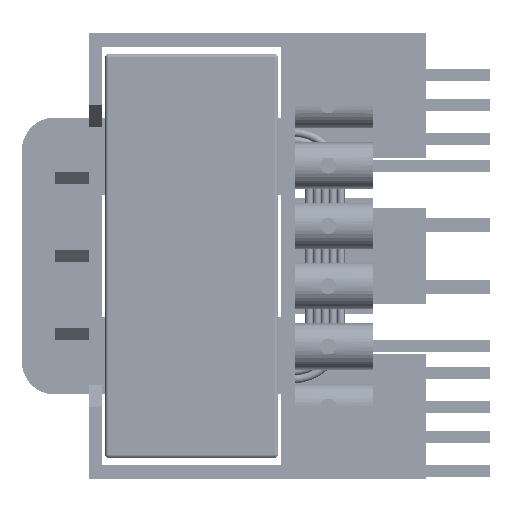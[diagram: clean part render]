
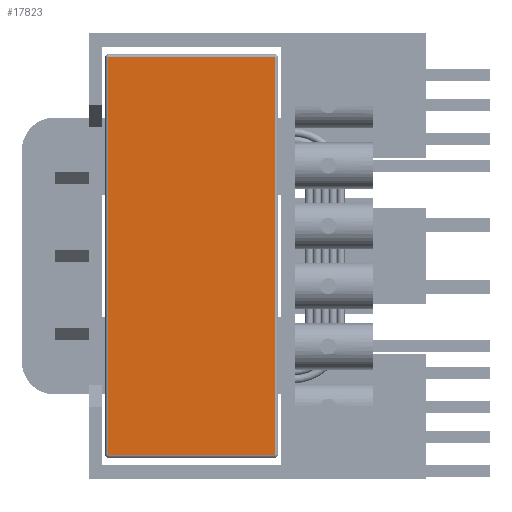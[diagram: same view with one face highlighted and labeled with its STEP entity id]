
A CAD part, left-side view. The second image highlights one B-rep face of the part: STEP entity #17823.
In plain terms, the highlighted face is planar.
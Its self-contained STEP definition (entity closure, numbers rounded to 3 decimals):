
#172 = CARTESIAN_POINT ( 'NONE',  ( 0., 0.2, 0. ) ) ;
#465 = ORIENTED_EDGE ( 'NONE', *, *, #1539, .T. ) ;
#580 = VECTOR ( 'NONE', #1595, 1000. ) ;
#1019 = VECTOR ( 'NONE', #9912, 1000. ) ;
#1539 = EDGE_CURVE ( 'NONE', #11734, #9052, #15640, .T. ) ;
#1595 = DIRECTION ( 'NONE',  ( -1., 0., 0. ) ) ;
#1611 = CARTESIAN_POINT ( 'NONE',  ( 12.35, 10.75, 0. ) ) ;
#2355 = EDGE_CURVE ( 'NONE', #9052, #9558, #8086, .T. ) ;
#3017 = FACE_OUTER_BOUND ( 'NONE', #14408, .T. ) ;
#3458 = AXIS2_PLACEMENT_3D ( 'NONE', #10348, #13139, #13084 ) ;
#3580 = CARTESIAN_POINT ( 'NONE',  ( 12.35, 10.55, 0. ) ) ;
#3701 = LINE ( 'NONE', #1611, #18366 ) ;
#4425 = ORIENTED_EDGE ( 'NONE', *, *, #11594, .T. ) ;
#7355 = DIRECTION ( 'NONE',  ( 0., 1., 0. ) ) ;
#8086 = LINE ( 'NONE', #172, #1019 ) ;
#8323 = VERTEX_POINT ( 'NONE', #3580 ) ;
#8453 = DIRECTION ( 'NONE',  ( 0., -1., 0. ) ) ;
#8684 = CARTESIAN_POINT ( 'NONE',  ( -12.55, 10.55, 0. ) ) ;
#8778 = PLANE ( 'NONE',  #3458 ) ;
#8926 = CARTESIAN_POINT ( 'NONE',  ( -12.35, 10.55, 0. ) ) ;
#9052 = VERTEX_POINT ( 'NONE', #18279 ) ;
#9388 = LINE ( 'NONE', #8684, #580 ) ;
#9558 = VERTEX_POINT ( 'NONE', #10874 ) ;
#9912 = DIRECTION ( 'NONE',  ( 1., 0., 0. ) ) ;
#10348 = CARTESIAN_POINT ( 'NONE',  ( 0., 10.75, 0. ) ) ;
#10874 = CARTESIAN_POINT ( 'NONE',  ( 12.35, 0.2, 0. ) ) ;
#11392 = VECTOR ( 'NONE', #8453, 1000. ) ;
#11594 = EDGE_CURVE ( 'NONE', #9558, #8323, #3701, .T. ) ;
#11734 = VERTEX_POINT ( 'NONE', #8926 ) ;
#12596 = CARTESIAN_POINT ( 'NONE',  ( -12.35, 0., 0. ) ) ;
#13084 = DIRECTION ( 'NONE',  ( -1., 0., 0. ) ) ;
#13139 = DIRECTION ( 'NONE',  ( 0., 0., -1. ) ) ;
#14408 = EDGE_LOOP ( 'NONE', ( #4425, #16023, #465, #16869 ) ) ;
#15640 = LINE ( 'NONE', #12596, #11392 ) ;
#16023 = ORIENTED_EDGE ( 'NONE', *, *, #17766, .T. ) ;
#16869 = ORIENTED_EDGE ( 'NONE', *, *, #2355, .T. ) ;
#17766 = EDGE_CURVE ( 'NONE', #8323, #11734, #9388, .T. ) ;
#17823 = ADVANCED_FACE ( 'NONE', ( #3017 ), #8778, .F. ) ;
#18279 = CARTESIAN_POINT ( 'NONE',  ( -12.35, 0.2, 0. ) ) ;
#18366 = VECTOR ( 'NONE', #7355, 1000. ) ;
